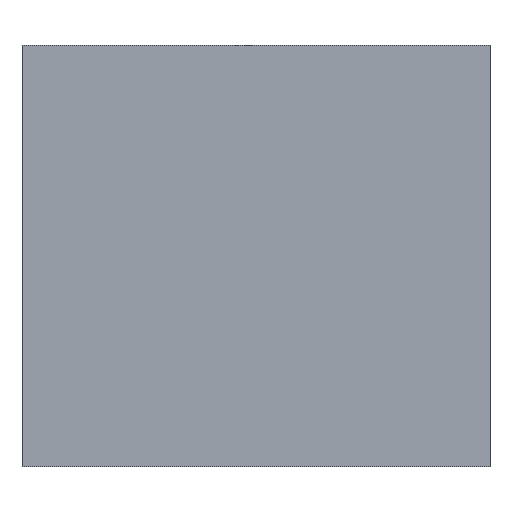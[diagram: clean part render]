
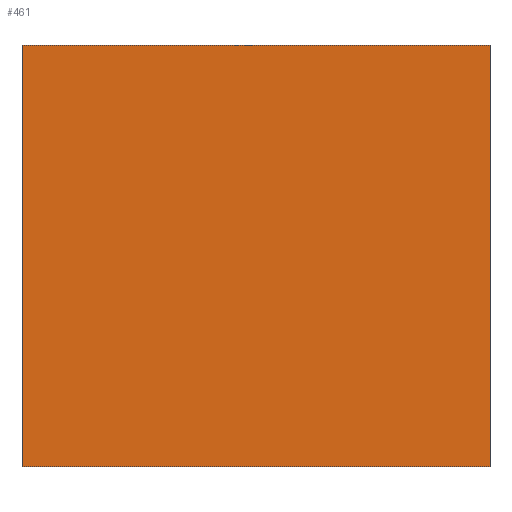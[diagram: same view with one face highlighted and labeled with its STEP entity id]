
A CAD part, front view. The second image highlights one B-rep face of the part: STEP entity #461.
In plain terms, the highlighted planar face has unit normal (0, -1, 0).
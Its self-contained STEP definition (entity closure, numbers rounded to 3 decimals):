
#3 = DIRECTION ( 'NONE',  ( -1., 0., 0. ) ) ;
#53 = DIRECTION ( 'NONE',  ( 0., 0., -1. ) ) ;
#57 = VECTOR ( 'NONE', #3, 1000. ) ;
#92 = VERTEX_POINT ( 'NONE', #846 ) ;
#145 = DIRECTION ( 'NONE',  ( 0., -1., 0. ) ) ;
#163 = VERTEX_POINT ( 'NONE', #951 ) ;
#304 = EDGE_CURVE ( 'NONE', #163, #92, #570, .T. ) ;
#415 = FACE_OUTER_BOUND ( 'NONE', #449, .T. ) ;
#432 = EDGE_CURVE ( 'NONE', #1298, #163, #837, .T. ) ;
#449 = EDGE_LOOP ( 'NONE', ( #1007, #822, #915, #859 ) ) ;
#461 = ADVANCED_FACE ( 'NONE', ( #415 ), #601, .T. ) ;
#517 = EDGE_CURVE ( 'NONE', #92, #1185, #1049, .T. ) ;
#570 = LINE ( 'NONE', #907, #57 ) ;
#601 = PLANE ( 'NONE',  #1021 ) ;
#614 = DIRECTION ( 'NONE',  ( 0., 0., 1. ) ) ;
#630 = DIRECTION ( 'NONE',  ( 0., 0., -1. ) ) ;
#632 = VECTOR ( 'NONE', #614, 1000. ) ;
#701 = CARTESIAN_POINT ( 'NONE',  ( 0., 0., -9. ) ) ;
#716 = VECTOR ( 'NONE', #630, 1000. ) ;
#729 = DIRECTION ( 'NONE',  ( 1., 0., 0. ) ) ;
#731 = CARTESIAN_POINT ( 'NONE',  ( -20., 0., -9. ) ) ;
#752 = CARTESIAN_POINT ( 'NONE',  ( -20., 0., 0. ) ) ;
#781 = EDGE_CURVE ( 'NONE', #1185, #1298, #1209, .T. ) ;
#822 = ORIENTED_EDGE ( 'NONE', *, *, #432, .T. ) ;
#837 = LINE ( 'NONE', #1128, #632 ) ;
#846 = CARTESIAN_POINT ( 'NONE',  ( -20., 0., 9. ) ) ;
#859 = ORIENTED_EDGE ( 'NONE', *, *, #517, .T. ) ;
#907 = CARTESIAN_POINT ( 'NONE',  ( 0., 0., 9. ) ) ;
#915 = ORIENTED_EDGE ( 'NONE', *, *, #304, .T. ) ;
#951 = CARTESIAN_POINT ( 'NONE',  ( 0., 0., 9. ) ) ;
#972 = CARTESIAN_POINT ( 'NONE',  ( 0., 0., -9. ) ) ;
#1007 = ORIENTED_EDGE ( 'NONE', *, *, #781, .T. ) ;
#1021 = AXIS2_PLACEMENT_3D ( 'NONE', #1161, #145, #53 ) ;
#1049 = LINE ( 'NONE', #752, #716 ) ;
#1128 = CARTESIAN_POINT ( 'NONE',  ( 0., 0., 0. ) ) ;
#1161 = CARTESIAN_POINT ( 'NONE',  ( 0., 0., 0. ) ) ;
#1185 = VERTEX_POINT ( 'NONE', #731 ) ;
#1209 = LINE ( 'NONE', #701, #1310 ) ;
#1298 = VERTEX_POINT ( 'NONE', #972 ) ;
#1310 = VECTOR ( 'NONE', #729, 1000. ) ;
